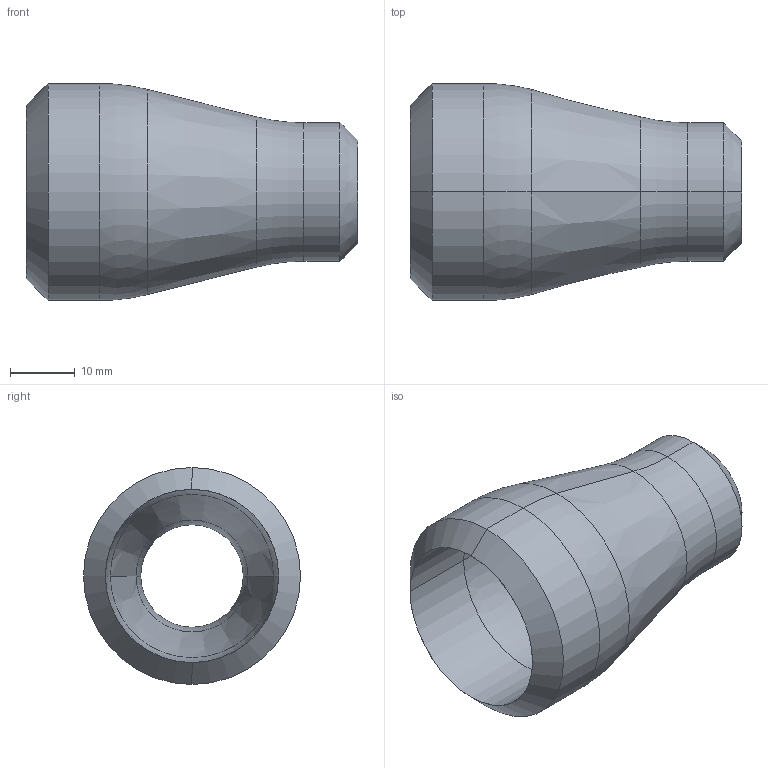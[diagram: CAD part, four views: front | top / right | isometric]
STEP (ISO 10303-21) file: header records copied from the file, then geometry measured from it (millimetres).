
FILE_DESCRIPTION (( 'STEP AP203' ), '1' );
FILE_NAME ('3D_R264_1x1-2X40S_173435120.STEP', '2024-08-22T14:06:02', ( '' ), ( '' ), 'SwSTEP 2.0', 'SolidWorks 2024', '' );
FILE_SCHEMA (( 'CONFIG_CONTROL_DESIGN' ));
Length unit declared in the file: millimetre
Products named in the file (1): 3D_R264_1x1-2X40S_173435120
Bounding box: 51 x 33.4 x 33.4 mm (x, y, z)
Volume: 11598.1 mm3; surface area: 8123 mm2
Topology: 1 solids, 1 shells, 26 faces, 52 edges, 28 vertices
Faces by surface type: cone 8, cylinder 8, torus 8, plane 2
Entity records: 753 total; most frequent: DIRECTION 142, CARTESIAN_POINT 107, ORIENTED_EDGE 104, AXIS2_PLACEMENT_3D 63, EDGE_CURVE 52, CIRCLE 36, EDGE_LOOP 28, VERTEX_POINT 28
